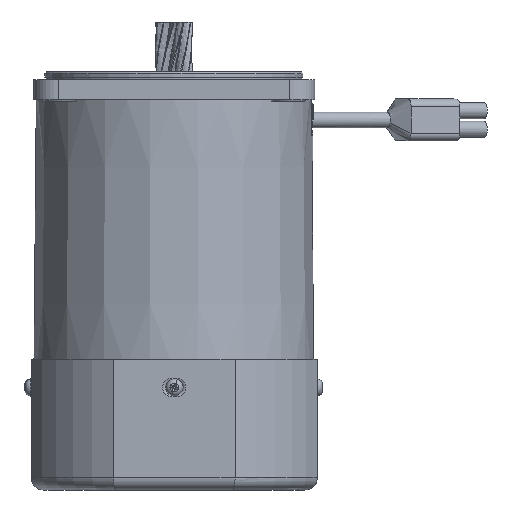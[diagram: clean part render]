
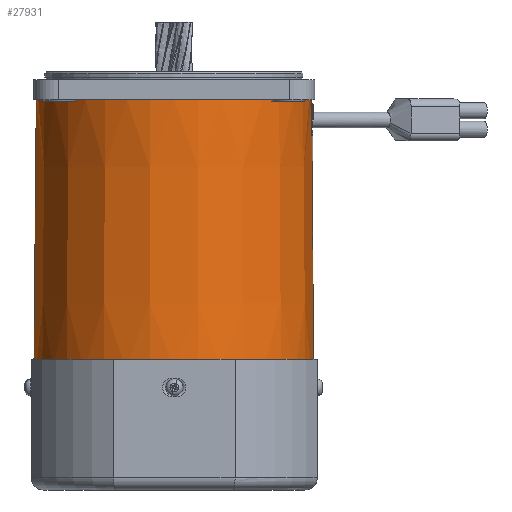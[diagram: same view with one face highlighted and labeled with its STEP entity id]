
A CAD part, front view. The second image highlights one B-rep face of the part: STEP entity #27931.
In plain terms, the highlighted conical face has half-angle 0.5 degrees and reference radius 45.1 mm.
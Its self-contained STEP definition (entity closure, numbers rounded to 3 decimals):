
#80 = VERTEX_POINT ( 'NONE', #20565 ) ;
#81 = VERTEX_POINT ( 'NONE', #20513 ) ;
#20513 = CARTESIAN_POINT ( 'NONE',  ( 11.504, 0., 45. ) ) ;
#20565 = CARTESIAN_POINT ( 'NONE',  ( 11.504, 0., -45. ) ) ;
#27931 = ADVANCED_FACE ( 'NONE', ( #38912 ), #38898, .T. ) ;
#27932 = ORIENTED_EDGE ( 'NONE', *, *, #27934, .T. ) ;
#27933 = ORIENTED_EDGE ( 'NONE', *, *, #27946, .F. ) ;
#27934 = EDGE_CURVE ( 'NONE', #27942, #81, #38939, .T. ) ;
#27936 = ORIENTED_EDGE ( 'NONE', *, *, #27937, .T. ) ;
#27937 = EDGE_CURVE ( 'NONE', #81, #80, #38968, .T. ) ;
#27942 = VERTEX_POINT ( 'NONE', #38956 ) ;
#27944 = ORIENTED_EDGE ( 'NONE', *, *, #27992, .F. ) ;
#27945 = EDGE_LOOP ( 'NONE', ( #27933, #27932, #27936, #27944 ) ) ;
#27946 = EDGE_CURVE ( 'NONE', #27942, #27948, #38944, .T. ) ;
#27948 = VERTEX_POINT ( 'NONE', #38947 ) ;
#27992 = EDGE_CURVE ( 'NONE', #27948, #80, #39096, .T. ) ;
#38898 = CONICAL_SURFACE ( 'NONE', #38914, 45.1, 0.009 ) ;
#38908 = DIRECTION ( 'NONE',  ( 0., 0., -1. ) ) ;
#38909 = DIRECTION ( 'NONE',  ( -1., 0., 0. ) ) ;
#38910 = CARTESIAN_POINT ( 'NONE',  ( 11.504, 0., 0. ) ) ;
#38912 = FACE_OUTER_BOUND ( 'NONE', #27945, .T. ) ;
#38914 = AXIS2_PLACEMENT_3D ( 'NONE', #38920, #38909, #38908 ) ;
#38920 = CARTESIAN_POINT ( 'NONE',  ( 0., 0., 0. ) ) ;
#38938 = CARTESIAN_POINT ( 'NONE',  ( 0., 0., 45.1 ) ) ;
#38939 = LINE ( 'NONE', #38938, #38966 ) ;
#38941 = DIRECTION ( 'NONE',  ( 0., 0., -1. ) ) ;
#38942 = DIRECTION ( 'NONE',  ( 1., 0., 0. ) ) ;
#38943 = AXIS2_PLACEMENT_3D ( 'NONE', #38969, #38942, #38941 ) ;
#38944 = CIRCLE ( 'NONE', #38943, 44.24 ) ;
#38947 = CARTESIAN_POINT ( 'NONE',  ( 98.5, 0., -44.24 ) ) ;
#38956 = CARTESIAN_POINT ( 'NONE',  ( 98.5, 0., 44.24 ) ) ;
#38959 = DIRECTION ( 'NONE',  ( 0., 0., 1. ) ) ;
#38960 = DIRECTION ( 'NONE',  ( 1., 0., 0. ) ) ;
#38965 = DIRECTION ( 'NONE',  ( -1., 0., 0.009 ) ) ;
#38966 = VECTOR ( 'NONE', #38965, 1000. ) ;
#38967 = AXIS2_PLACEMENT_3D ( 'NONE', #38910, #38960, #38959 ) ;
#38968 = CIRCLE ( 'NONE', #38967, 45. ) ;
#38969 = CARTESIAN_POINT ( 'NONE',  ( 98.5, 0., 0. ) ) ;
#39095 = CARTESIAN_POINT ( 'NONE',  ( 0., 0., -45.1 ) ) ;
#39096 = LINE ( 'NONE', #39095, #39152 ) ;
#39151 = DIRECTION ( 'NONE',  ( -1., 0., -0.009 ) ) ;
#39152 = VECTOR ( 'NONE', #39151, 1000. ) ;
